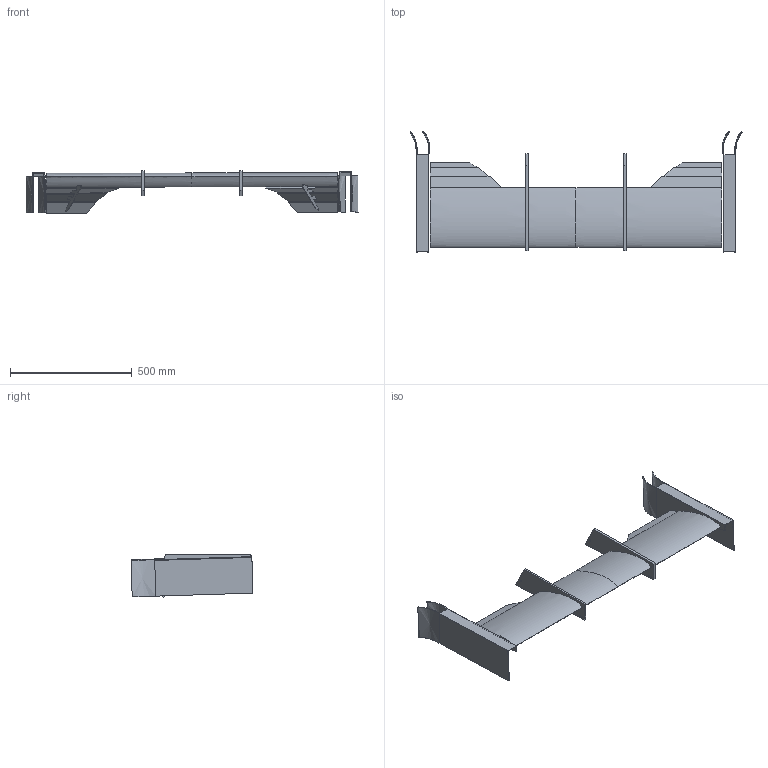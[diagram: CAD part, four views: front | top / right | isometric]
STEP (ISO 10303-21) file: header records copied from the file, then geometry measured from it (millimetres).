
FILE_DESCRIPTION(('CATIA V5 STEP Exchange'),'2;1');
FILE_NAME('frontwing.stp','2018-11-21T15:59:48+00:00',('none'),('none'),'CATIA Version 5 Release 17 (IN-10)','CATIA V5 STEP AP203','none');
FILE_SCHEMA(('CONFIG_CONTROL_DESIGN'));
Length unit declared in the file: millimetre
Products named in the file (1): frontwing
Assembly tree (10 placements, depth 2):
  frontwing
    #56
    #2503
    #2873
    #5745
    #6368
    #8815
    #9185
    #12057
    #12680
    #13241
Bounding box: 1366.3 x 501.69 x 175.25 mm (x, y, z)
Volume: 6410895.1 mm3; surface area: 1526291.3 mm2
Topology: 16 solids, 16 shells, 148 faces, 344 edges, 228 vertices
Faces by surface type: plane 120, cylinder 12, bspline 8, extrusion 8
Entity records: 13773 total; most frequent: CARTESIAN_POINT 10332, ORIENTED_EDGE 688, DIRECTION 568, EDGE_CURVE 344, VECTOR 288, LINE 280, VERTEX_POINT 228, EDGE_LOOP 160
